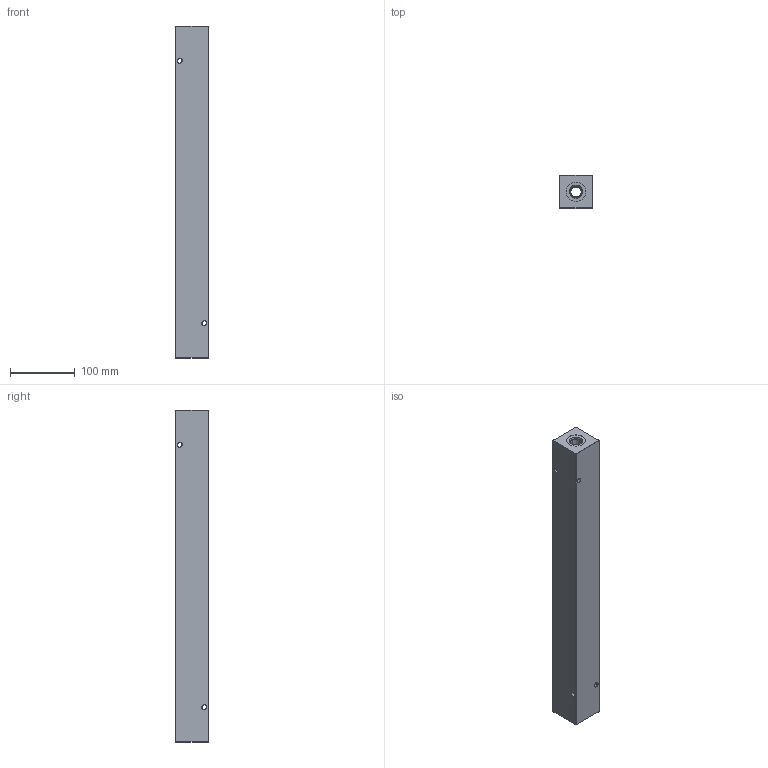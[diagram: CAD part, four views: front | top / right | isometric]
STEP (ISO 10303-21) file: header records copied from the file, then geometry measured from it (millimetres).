
FILE_DESCRIPTION (( 'STEP AP203' ), '1' );
FILE_NAME ('HM-10-0-S-8-8.STEP', '2020-10-01T12:55:19', ( '' ), ( '' ), 'SwSTEP 2.0', 'SolidWorks 2019', '' );
FILE_SCHEMA (( 'CONFIG_CONTROL_DESIGN' ));
Length unit declared in the file: inch
Products named in the file (1): HM-10-0-S-8-8
Bounding box: 50.8 x 50.8 x 514.35 mm (x, y, z)
Volume: 1164633.4 mm3; surface area: 144613.8 mm2
Topology: 1 solids, 1 shells, 637 faces, 1672 edges, 1082 vertices
Faces by surface type: plane 232, bspline 211, cone 98, cylinder 96
Entity records: 30273 total; most frequent: CARTESIAN_POINT 16011, ORIENTED_EDGE 3344, DIRECTION 2218, EDGE_CURVE 1672, VERTEX_POINT 1082, LINE 864, VECTOR 864, EDGE_LOOP 716
